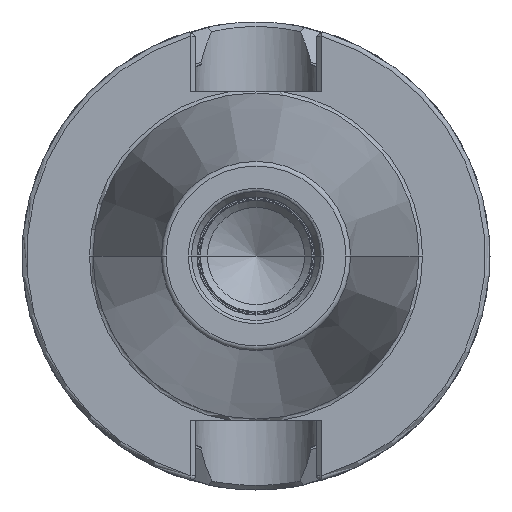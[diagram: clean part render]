
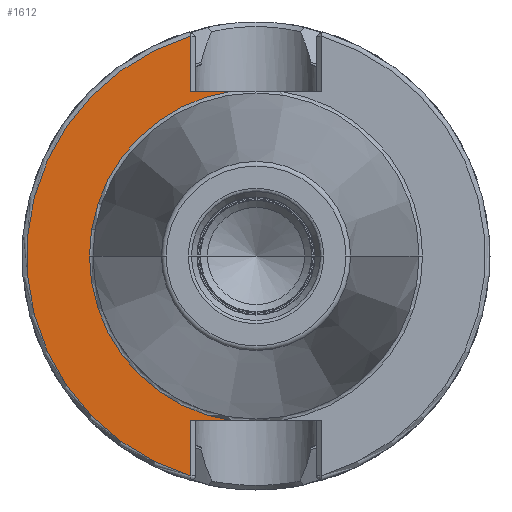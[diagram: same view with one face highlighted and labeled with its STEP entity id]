
A CAD part, left-side view. The second image highlights one B-rep face of the part: STEP entity #1612.
In plain terms, the highlighted planar face has unit normal (-1, 0, 0).
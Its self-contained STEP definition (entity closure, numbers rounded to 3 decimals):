
#96=CARTESIAN_POINT('',(3.,0.,0.));
#97=DIRECTION('',(-1.,0.,0.));
#98=DIRECTION('',(0.,1.,0.));
#99=AXIS2_PLACEMENT_3D('',#96,#97,#98);
#127=DIRECTION('',(0.,0.,1.));
#128=VECTOR('',#127,11.773);
#129=CARTESIAN_POINT('',(3.,13.902,-46.973));
#130=LINE('',#129,#128);
#131=DIRECTION('',(0.,0.,1.));
#132=VECTOR('',#131,11.773);
#133=CARTESIAN_POINT('',(3.,13.903,35.2));
#134=LINE('',#133,#132);
#588=CARTESIAN_POINT('',(3.,0.,0.));
#589=DIRECTION('',(-1.,0.,0.));
#590=DIRECTION('',(0.,0.284,0.959));
#591=AXIS2_PLACEMENT_3D('',#588,#589,#590);
#683=DIRECTION('',(0.,1.,0.));
#684=VECTOR('',#683,8.751);
#685=CARTESIAN_POINT('',(3.,5.152,35.2));
#686=LINE('',#685,#684);
#704=CARTESIAN_POINT('',(3.,0.,0.));
#705=DIRECTION('',(1.,0.,0.));
#706=DIRECTION('',(0.,1.,0.));
#707=AXIS2_PLACEMENT_3D('',#704,#705,#706);
#741=DIRECTION('',(0.,-1.,0.));
#742=VECTOR('',#741,8.751);
#743=CARTESIAN_POINT('',(3.,13.903,-35.2));
#744=LINE('',#743,#742);
#1260=CARTESIAN_POINT('',(3.,35.575,0.));
#1262=VERTEX_POINT('',#1260);
#1330=CARTESIAN_POINT('',(3.,5.152,35.2));
#1331=VERTEX_POINT('',#1330);
#1338=CARTESIAN_POINT('',(3.,5.152,-35.2));
#1339=VERTEX_POINT('',#1338);
#1376=CARTESIAN_POINT('',(3.,13.903,46.973));
#1378=VERTEX_POINT('',#1376);
#1380=CARTESIAN_POINT('',(3.,13.903,35.2));
#1381=VERTEX_POINT('',#1380);
#1390=CARTESIAN_POINT('',(3.,13.902,-46.973));
#1391=CARTESIAN_POINT('',(3.,13.903,-35.2));
#1392=VERTEX_POINT('',#1390);
#1393=VERTEX_POINT('',#1391);
#1592=CARTESIAN_POINT('',(3.,0.,0.));
#1593=DIRECTION('',(1.,0.,0.));
#1594=DIRECTION('',(0.,-1.,0.));
#1595=AXIS2_PLACEMENT_3D('',#1592,#1593,#1594);
#1596=PLANE('',#1595);
#1598=ORIENTED_EDGE('',*,*,#1597,.F.);
#1600=ORIENTED_EDGE('',*,*,#1599,.F.);
#1602=ORIENTED_EDGE('',*,*,#1601,.F.);
#1604=ORIENTED_EDGE('',*,*,#1603,.F.);
#1606=ORIENTED_EDGE('',*,*,#1605,.F.);
#1607=ORIENTED_EDGE('',*,*,#1578,.T.);
#1609=ORIENTED_EDGE('',*,*,#1608,.F.);
#1610=EDGE_LOOP('',(#1598,#1600,#1602,#1604,#1606,#1607,#1609));
#1611=FACE_OUTER_BOUND('',#1610,.F.);
#1612=ADVANCED_FACE('',(#1611),#1596,.F.);
#100=CIRCLE('',#99,35.575);
#592=CIRCLE('',#591,48.988);
#708=CIRCLE('',#707,35.575);
#1578=EDGE_CURVE('',#1262,#1339,#100,.T.);
#1597=EDGE_CURVE('',#1392,#1393,#130,.T.);
#1599=EDGE_CURVE('',#1378,#1392,#592,.T.);
#1601=EDGE_CURVE('',#1381,#1378,#134,.T.);
#1603=EDGE_CURVE('',#1331,#1381,#686,.T.);
#1605=EDGE_CURVE('',#1262,#1331,#708,.T.);
#1608=EDGE_CURVE('',#1393,#1339,#744,.T.);
